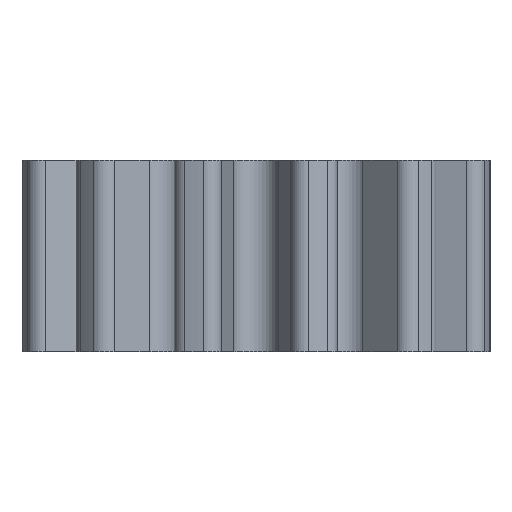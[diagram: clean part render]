
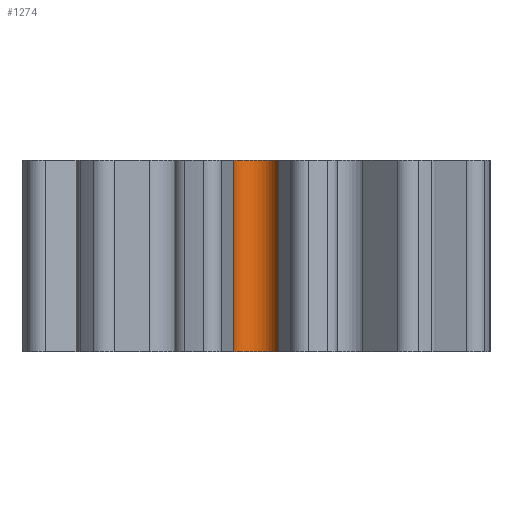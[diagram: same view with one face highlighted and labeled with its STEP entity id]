
A CAD part, front view. The second image highlights one B-rep face of the part: STEP entity #1274.
In plain terms, the highlighted cylindrical face has radius 0.76 mm (diameter 1.52 mm), a partial arc.
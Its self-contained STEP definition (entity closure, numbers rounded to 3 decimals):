
#29 = VECTOR ( 'NONE', #3487, 1000. ) ;
#76 = CARTESIAN_POINT ( 'NONE',  ( -0.734, -5.803, -3.175 ) ) ;
#131 = DIRECTION ( 'NONE',  ( 0., 0., 1. ) ) ;
#285 = LINE ( 'NONE', #1905, #2457 ) ;
#291 = AXIS2_PLACEMENT_3D ( 'NONE', #5272, #131, #5251 ) ;
#733 = CYLINDRICAL_SURFACE ( 'NONE', #5404, 0.76 ) ;
#789 = ORIENTED_EDGE ( 'NONE', *, *, #2375, .F. ) ;
#813 = CARTESIAN_POINT ( 'NONE',  ( -0.734, -5.803, 3.175 ) ) ;
#1137 = EDGE_CURVE ( 'NONE', #1501, #1404, #285, .T. ) ;
#1192 = VERTEX_POINT ( 'NONE', #3137 ) ;
#1274 = ADVANCED_FACE ( 'NONE', ( #4567 ), #733, .F. ) ;
#1355 = ORIENTED_EDGE ( 'NONE', *, *, #4600, .T. ) ;
#1404 = VERTEX_POINT ( 'NONE', #1771 ) ;
#1501 = VERTEX_POINT ( 'NONE', #2326 ) ;
#1579 = CARTESIAN_POINT ( 'NONE',  ( 0., -6., -3.175 ) ) ;
#1771 = CARTESIAN_POINT ( 'NONE',  ( 0.734, -5.803, 3.175 ) ) ;
#1905 = CARTESIAN_POINT ( 'NONE',  ( 0.734, -5.803, -3.175 ) ) ;
#1912 = VERTEX_POINT ( 'NONE', #813 ) ;
#2259 = DIRECTION ( 'NONE',  ( 0., -1., 0. ) ) ;
#2326 = CARTESIAN_POINT ( 'NONE',  ( 0.734, -5.803, -3.175 ) ) ;
#2338 = CIRCLE ( 'NONE', #291, 0.76 ) ;
#2375 = EDGE_CURVE ( 'NONE', #1501, #1192, #2872, .T. ) ;
#2457 = VECTOR ( 'NONE', #4052, 1000. ) ;
#2623 = CARTESIAN_POINT ( 'NONE',  ( 0., -6., -3.175 ) ) ;
#2872 = CIRCLE ( 'NONE', #5472, 0.76 ) ;
#2892 = EDGE_LOOP ( 'NONE', ( #1355, #4713, #789, #4177 ) ) ;
#3137 = CARTESIAN_POINT ( 'NONE',  ( -0.734, -5.803, -3.175 ) ) ;
#3487 = DIRECTION ( 'NONE',  ( 0., 0., 1. ) ) ;
#3906 = LINE ( 'NONE', #76, #29 ) ;
#4052 = DIRECTION ( 'NONE',  ( 0., 0., 1. ) ) ;
#4177 = ORIENTED_EDGE ( 'NONE', *, *, #1137, .T. ) ;
#4257 = DIRECTION ( 'NONE',  ( 1., 0., 0. ) ) ;
#4567 = FACE_OUTER_BOUND ( 'NONE', #2892, .T. ) ;
#4600 = EDGE_CURVE ( 'NONE', #1404, #1912, #2338, .T. ) ;
#4713 = ORIENTED_EDGE ( 'NONE', *, *, #5070, .F. ) ;
#4835 = DIRECTION ( 'NONE',  ( 0., 0., 1. ) ) ;
#5070 = EDGE_CURVE ( 'NONE', #1192, #1912, #3906, .T. ) ;
#5251 = DIRECTION ( 'NONE',  ( 0., -1., 0. ) ) ;
#5272 = CARTESIAN_POINT ( 'NONE',  ( 0., -6., 3.175 ) ) ;
#5404 = AXIS2_PLACEMENT_3D ( 'NONE', #1579, #5432, #4257 ) ;
#5432 = DIRECTION ( 'NONE',  ( 0., 0., 1. ) ) ;
#5472 = AXIS2_PLACEMENT_3D ( 'NONE', #2623, #4835, #2259 ) ;
